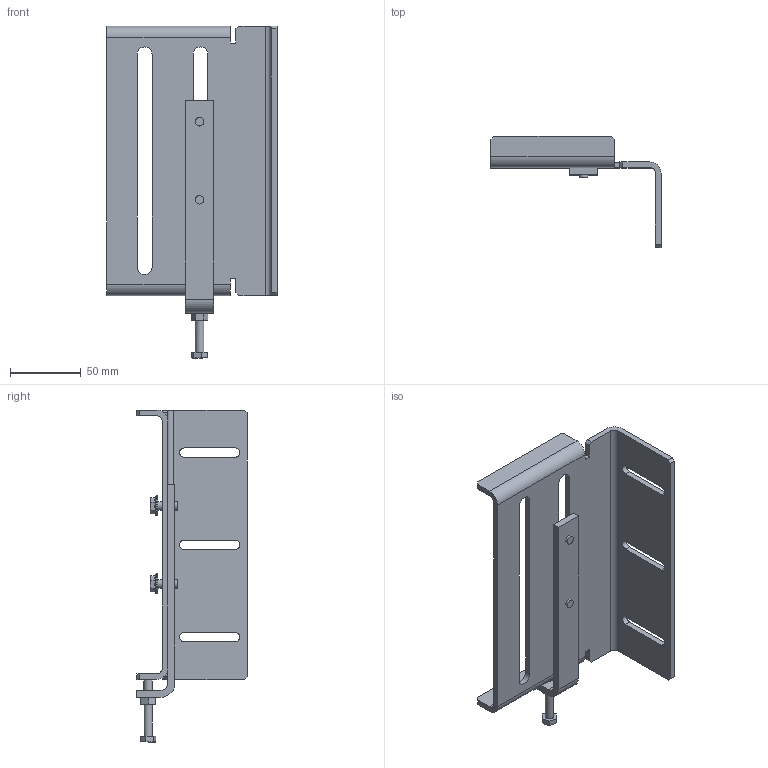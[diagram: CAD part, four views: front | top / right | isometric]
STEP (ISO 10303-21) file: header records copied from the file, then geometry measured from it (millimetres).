
FILE_DESCRIPTION(/* description */ (''),/* implementation_level */ '2;1');
FILE_NAME(/* name */ '6FB1104-0AT05-0AS4_3d.stp',/* time_stamp */ '2017-12-21T10:55:26+01:00',/* author */ ('Naepfel'),/* organization */ ('Siemens AG'),/* preprocessor_version */ 'ST-DEVELOPER v16',/* originating_system */ 'SIEMENS PLM Software NX 10.0',/* authorisation */ '');
FILE_SCHEMA (('AUTOMOTIVE_DESIGN { 1 0 10303 214 3 1 1 1 }'));
Length unit declared in the file: millimetre
Products named in the file (4): A5E43804393A_001; A5E43804387A_001; A5E43775601A_001; A5E43775508A_001
Assembly tree (3 placements, depth 2):
  A5E43775508A_001
    A5E43775601A_001
    A5E43804387A_001
    A5E43804393A_001
Bounding box: 120 x 78 x 234 mm (x, y, z)
Volume: 145876.4 mm3; surface area: 81095.6 mm2
Topology: 4 solids, 5 shells, 135 faces, 342 edges, 222 vertices
Faces by surface type: plane 81, cylinder 27, cone 25, torus 2
Full cylindrical faces by diameter (mm): 5 x2, 6 x5, 14.2 x2
Entity records: 4559 total; most frequent: CARTESIAN_POINT 880, ORIENTED_EDGE 626, DIRECTION 612, EDGE_CURVE 313, AXIS2_PLACEMENT_3D 219, VERTEX_POINT 211, EDGE_LOOP 174, LINE 174
